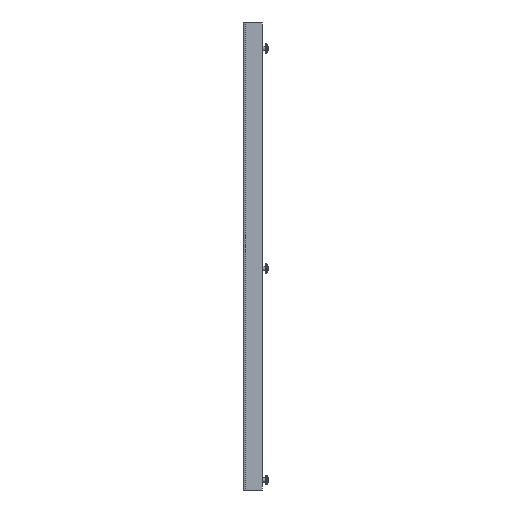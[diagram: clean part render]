
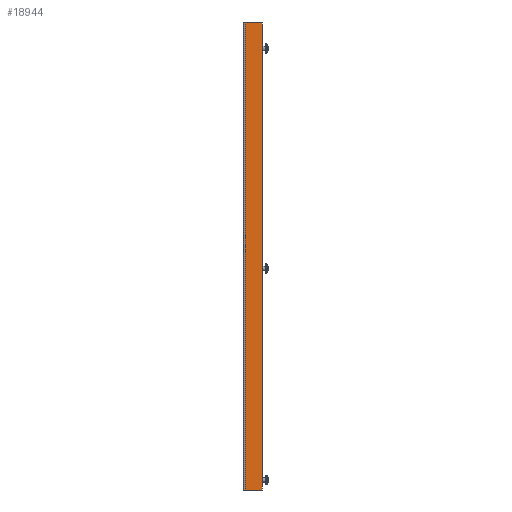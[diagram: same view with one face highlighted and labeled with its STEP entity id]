
A CAD part, left-side view. The second image highlights one B-rep face of the part: STEP entity #18944.
In plain terms, the highlighted planar face has unit normal (-1, 0, 0).
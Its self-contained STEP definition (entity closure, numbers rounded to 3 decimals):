
#1608=DIRECTION('',(0.,0.,-1.));
#1609=VECTOR('',#1608,300.5);
#1610=CARTESIAN_POINT('',(-176.55,171.,308.5));
#1611=LINE('',#1610,#1609);
#1617=DIRECTION('',(0.,-1.,0.));
#1618=VECTOR('',#1617,11.);
#1619=CARTESIAN_POINT('',(-176.55,182.,8.));
#1620=LINE('',#1619,#1618);
#1630=DIRECTION('',(0.,0.,-1.));
#1631=VECTOR('',#1630,300.5);
#1632=CARTESIAN_POINT('',(-176.55,182.,308.5));
#1633=LINE('',#1632,#1631);
#1711=DIRECTION('',(0.,1.,0.));
#1712=VECTOR('',#1711,11.);
#1713=CARTESIAN_POINT('',(-176.55,171.,308.5));
#1714=LINE('',#1713,#1712);
#13086=CARTESIAN_POINT('',(-176.55,171.,308.5));
#13087=CARTESIAN_POINT('',(-176.55,171.,8.));
#13088=VERTEX_POINT('',#13086);
#13089=VERTEX_POINT('',#13087);
#13214=CARTESIAN_POINT('',(-176.55,182.,8.));
#13215=VERTEX_POINT('',#13214);
#13222=CARTESIAN_POINT('',(-176.55,182.,308.5));
#13223=VERTEX_POINT('',#13222);
#18930=CARTESIAN_POINT('',(-176.55,176.5,158.25));
#18931=DIRECTION('',(1.,0.,0.));
#18932=DIRECTION('',(0.,0.,1.));
#18933=AXIS2_PLACEMENT_3D('',#18930,#18931,#18932);
#18934=PLANE('',#18933);
#18936=ORIENTED_EDGE('',*,*,#18935,.F.);
#18938=ORIENTED_EDGE('',*,*,#18937,.F.);
#18940=ORIENTED_EDGE('',*,*,#18939,.F.);
#18941=ORIENTED_EDGE('',*,*,#18648,.T.);
#18942=EDGE_LOOP('',(#18936,#18938,#18940,#18941));
#18943=FACE_OUTER_BOUND('',#18942,.F.);
#18648=EDGE_CURVE('',#13088,#13089,#1611,.T.);
#18935=EDGE_CURVE('',#13215,#13089,#1620,.T.);
#18937=EDGE_CURVE('',#13223,#13215,#1633,.T.);
#18939=EDGE_CURVE('',#13088,#13223,#1714,.T.);
#18944=ADVANCED_FACE('',(#18943),#18934,.F.);
